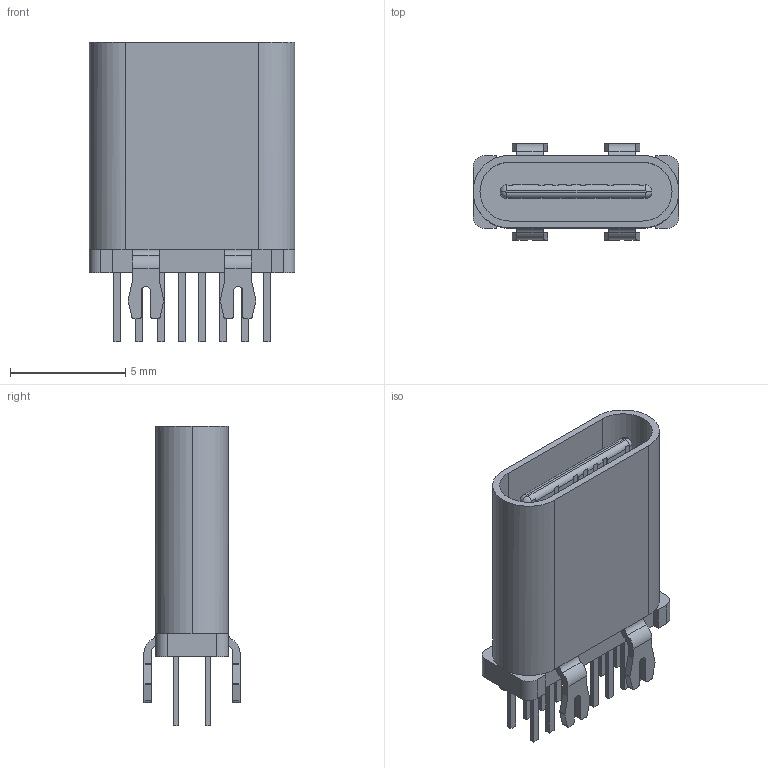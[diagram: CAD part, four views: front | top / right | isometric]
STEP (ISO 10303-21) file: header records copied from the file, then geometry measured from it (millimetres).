
FILE_DESCRIPTION (( 'STEP AP214' ), '1' );
FILE_NAME ('USB-C-TH_14P-L8.9-W3.1-H10.0.step', '2022-07-15T09:36:27', ( '' ), ( '' ), 'SwSTEP 2.0', 'SolidWorks 2020', '' );
FILE_SCHEMA (( 'AUTOMOTIVE_DESIGN' ));
Length unit declared in the file: millimetre
Products named in the file (1): USB-C-TH_14P-L8.9-W3.1-H10.0
Bounding box: 8.94 x 4.17 x 13 mm (x, y, z)
Volume: 182.1 mm3; surface area: 522.1 mm2
Topology: 14 solids, 14 shells, 588 faces, 1580 edges, 1044 vertices
Faces by surface type: plane 387, bspline 112, cylinder 85, torus 4
Entity records: 25476 total; most frequent: CARTESIAN_POINT 5317, ORIENTED_EDGE 3160, DIRECTION 2516, EDGE_CURVE 1580, VECTOR 1142, LINE 1142, VERTEX_POINT 1044, AXIS2_PLACEMENT_3D 687
